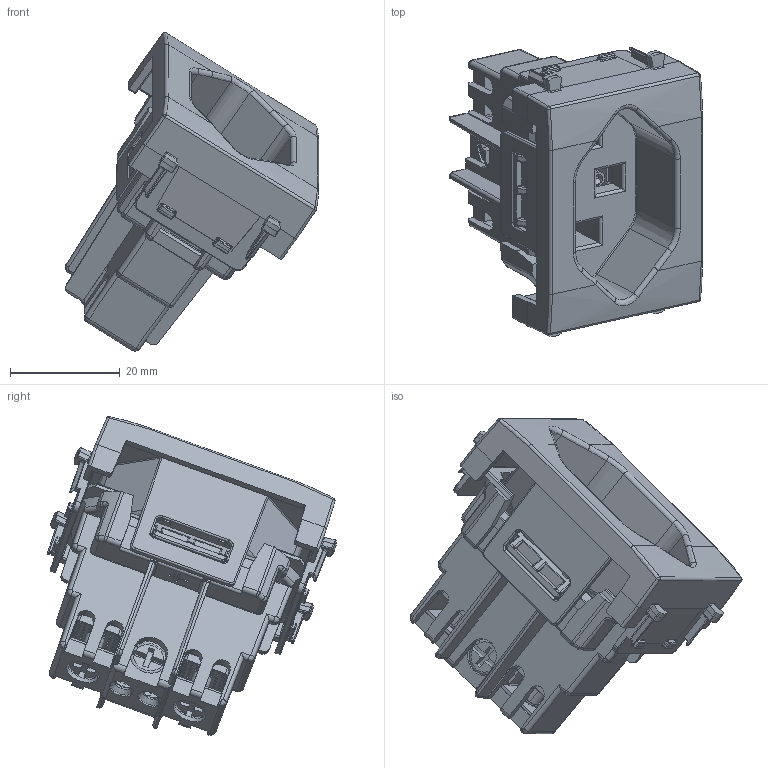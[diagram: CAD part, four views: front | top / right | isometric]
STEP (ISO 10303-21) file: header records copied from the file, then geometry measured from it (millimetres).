
FILE_DESCRIPTION(('CATIA V5 STEP Exchange'),'2;1');
FILE_NAME('441023T.stp','2024-02-23T09:02:10+00:00',('none'),('none'),'CATIA Version 5-6 Release 2016 SP6','CATIA V5 STEP AP203','none');
FILE_SCHEMA(('CONFIG_CONTROL_DESIGN'));
Products named in the file (1): 44X023T
Assembly tree (11 placements, depth 2):
  44X023T
    #57
    #41021
    #80926  x2
    #84616
    #87806  x3
    #88760  x3
Bounding box: 46.15 x 52.76 x 58.15 mm (x, y, z)
Volume: 14185.9 mm3; surface area: 24456.7 mm2
Topology: 11 solids, 11 shells, 3224 faces, 8180 edges, 5046 vertices
Faces by surface type: plane 1883, cylinder 809, bspline 262, cone 112, sphere 72, torus 70, revolution 14, extrusion 2
Entity records: 94240 total; most frequent: CARTESIAN_POINT 38097, ORIENTED_EDGE 13232, DIRECTION 8618, EDGE_CURVE 6616, VERTEX_POINT 4120, VECTOR 4048, LINE 4046, AXIS2_PLACEMENT_3D 2723
